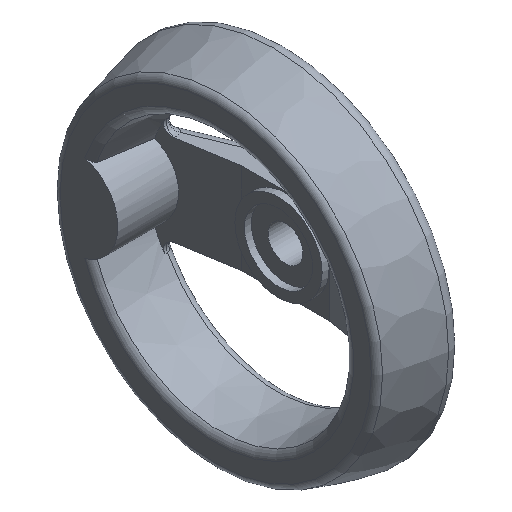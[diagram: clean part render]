
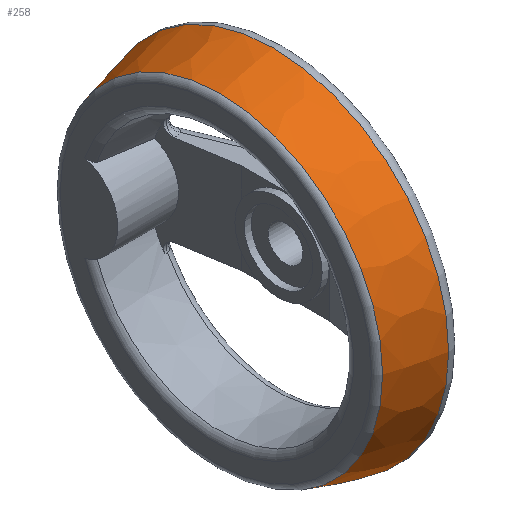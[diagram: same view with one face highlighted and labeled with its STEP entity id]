
A CAD part, isometric view. The second image highlights one B-rep face of the part: STEP entity #258.
In plain terms, the highlighted free-form (B-spline) face has degree [3, 3] with [4, 7] control points.
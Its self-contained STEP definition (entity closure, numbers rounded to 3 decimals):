
#97=(
BOUNDED_SURFACE()
B_SPLINE_SURFACE(3,3,((#1449,#1450,#1451,#1452,#1453,#1454,#1455),(#1456,
#1457,#1458,#1459,#1460,#1461,#1462),(#1463,#1464,#1465,#1466,#1467,#1468,
#1469),(#1470,#1471,#1472,#1473,#1474,#1475,#1476)),.UNSPECIFIED.,.F.,.T.,
.F.)
B_SPLINE_SURFACE_WITH_KNOTS((4,4),(1,3,3,3,1),(0.,1.),(-0.5,0.,0.5,1.,1.5),
.UNSPECIFIED.)
GEOMETRIC_REPRESENTATION_ITEM()
RATIONAL_B_SPLINE_SURFACE(((1.,0.333,0.333,1.,0.333,
0.333,1.),(0.998,0.333,0.333,
0.998,0.333,0.333,0.998),
(0.998,0.333,0.333,0.998,
0.333,0.333,0.998),(1.,0.333,
0.333,1.,0.333,0.333,1.)))
REPRESENTATION_ITEM('')
SURFACE()
);
#258=ADVANCED_FACE('',(#321,#322),#97,.T.);
#321=FACE_BOUND('',#395,.T.);
#322=FACE_BOUND('',#396,.T.);
#395=EDGE_LOOP('',(#499));
#396=EDGE_LOOP('',(#500));
#499=ORIENTED_EDGE('',*,*,#827,.F.);
#500=ORIENTED_EDGE('',*,*,#826,.T.);
#738=VERTEX_POINT('',#1445);
#739=VERTEX_POINT('',#1448);
#826=EDGE_CURVE('',#738,#738,#916,.T.);
#827=EDGE_CURVE('',#739,#739,#917,.T.);
#916=CIRCLE('',#968,46.469);
#917=CIRCLE('',#970,50.236);
#968=AXIS2_PLACEMENT_3D('',#1444,#1091,#1092);
#970=AXIS2_PLACEMENT_3D('',#1447,#1095,#1096);
#1091=DIRECTION('',(1.,0.,0.));
#1092=DIRECTION('',(0.,0.,-1.));
#1095=DIRECTION('',(1.,0.,0.));
#1096=DIRECTION('',(0.,0.,-1.));
#1444=CARTESIAN_POINT('',(219.114,233.,0.));
#1445=CARTESIAN_POINT('',(219.114,233.,-46.469));
#1447=CARTESIAN_POINT('',(234.26,233.,0.));
#1448=CARTESIAN_POINT('',(234.26,233.,-50.236));
#1449=CARTESIAN_POINT('',(234.26,233.,-50.236));
#1450=CARTESIAN_POINT('',(234.26,333.473,-50.236));
#1451=CARTESIAN_POINT('',(234.26,333.473,50.236));
#1452=CARTESIAN_POINT('',(234.26,233.,50.236));
#1453=CARTESIAN_POINT('',(234.26,132.527,50.236));
#1454=CARTESIAN_POINT('',(234.26,132.527,-50.236));
#1455=CARTESIAN_POINT('',(234.26,233.,-50.236));
#1456=CARTESIAN_POINT('',(229.116,233.,-49.384));
#1457=CARTESIAN_POINT('',(229.116,331.769,-49.384));
#1458=CARTESIAN_POINT('',(229.116,331.769,49.384));
#1459=CARTESIAN_POINT('',(229.116,233.,49.384));
#1460=CARTESIAN_POINT('',(229.116,134.231,49.384));
#1461=CARTESIAN_POINT('',(229.116,134.231,-49.384));
#1462=CARTESIAN_POINT('',(229.116,233.,-49.384));
#1463=CARTESIAN_POINT('',(224.057,233.,-48.126));
#1464=CARTESIAN_POINT('',(224.057,329.252,-48.126));
#1465=CARTESIAN_POINT('',(224.057,329.252,48.126));
#1466=CARTESIAN_POINT('',(224.057,233.,48.126));
#1467=CARTESIAN_POINT('',(224.057,136.748,48.126));
#1468=CARTESIAN_POINT('',(224.057,136.748,-48.126));
#1469=CARTESIAN_POINT('',(224.057,233.,-48.126));
#1470=CARTESIAN_POINT('',(219.114,233.,-46.469));
#1471=CARTESIAN_POINT('',(219.114,325.937,-46.469));
#1472=CARTESIAN_POINT('',(219.114,325.937,46.469));
#1473=CARTESIAN_POINT('',(219.114,233.,46.469));
#1474=CARTESIAN_POINT('',(219.114,140.063,46.469));
#1475=CARTESIAN_POINT('',(219.114,140.063,-46.469));
#1476=CARTESIAN_POINT('',(219.114,233.,-46.469));
